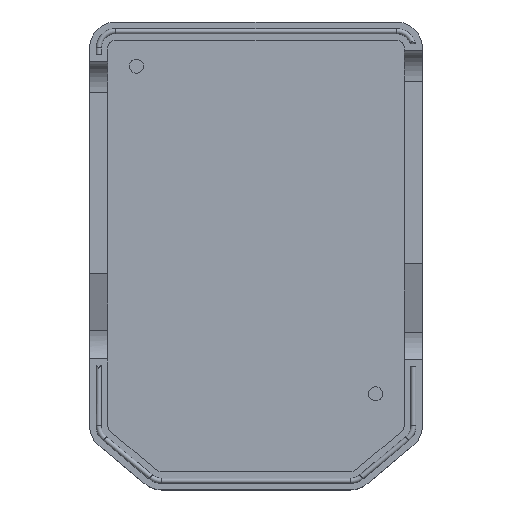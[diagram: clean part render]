
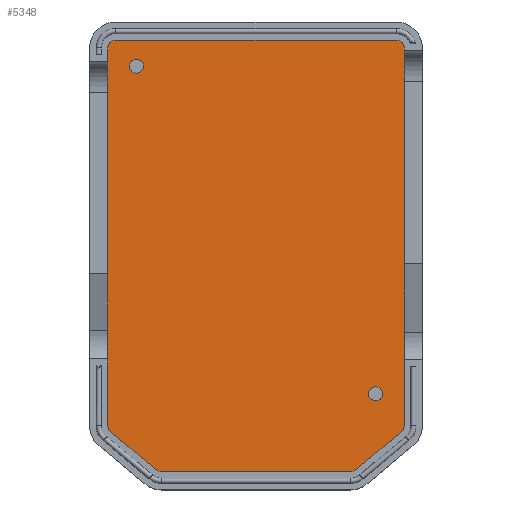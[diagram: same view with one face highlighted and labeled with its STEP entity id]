
A CAD part, top view. The second image highlights one B-rep face of the part: STEP entity #5348.
In plain terms, the highlighted face is planar.
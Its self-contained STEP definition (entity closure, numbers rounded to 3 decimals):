
#131=CIRCLE('',#5560,1.5);
#132=CIRCLE('',#5561,1.5);
#133=CIRCLE('',#5562,1.5);
#134=CIRCLE('',#5563,1.5);
#135=CIRCLE('',#5564,1.5);
#136=CIRCLE('',#5565,1.5);
#137=CIRCLE('',#5566,1.35);
#138=CIRCLE('',#5567,1.35);
#198=FACE_BOUND('',#844,.T.);
#199=FACE_BOUND('',#845,.T.);
#266=PLANE('',#5559);
#534=FACE_OUTER_BOUND('',#843,.T.);
#843=EDGE_LOOP('',(#4629,#4630,#4631,#4632,#4633,#4634,#4635,#4636,#4637,
#4638,#4639,#4640,#4641,#4642,#4643,#4644));
#844=EDGE_LOOP('',(#4645));
#845=EDGE_LOOP('',(#4646));
#1137=LINE('',#10240,#1533);
#1229=LINE('',#10547,#1625);
#1230=LINE('',#10551,#1626);
#1231=LINE('',#10553,#1627);
#1232=LINE('',#10555,#1628);
#1233=LINE('',#10559,#1629);
#1234=LINE('',#10563,#1630);
#1235=LINE('',#10565,#1631);
#1236=LINE('',#10567,#1632);
#1237=LINE('',#10571,#1633);
#1533=VECTOR('',#5982,10.);
#1625=VECTOR('',#6280,10.);
#1626=VECTOR('',#6283,10.);
#1627=VECTOR('',#6284,10.);
#1628=VECTOR('',#6285,10.);
#1629=VECTOR('',#6288,10.);
#1630=VECTOR('',#6291,10.);
#1631=VECTOR('',#6292,10.);
#1632=VECTOR('',#6293,10.);
#1633=VECTOR('',#6296,10.);
#2368=VERTEX_POINT('',#10237);
#2369=VERTEX_POINT('',#10239);
#2452=VERTEX_POINT('',#10544);
#2453=VERTEX_POINT('',#10546);
#2454=VERTEX_POINT('',#10548);
#2455=VERTEX_POINT('',#10550);
#2456=VERTEX_POINT('',#10552);
#2457=VERTEX_POINT('',#10554);
#2458=VERTEX_POINT('',#10556);
#2459=VERTEX_POINT('',#10558);
#2460=VERTEX_POINT('',#10560);
#2461=VERTEX_POINT('',#10562);
#2462=VERTEX_POINT('',#10564);
#2463=VERTEX_POINT('',#10566);
#2464=VERTEX_POINT('',#10568);
#2465=VERTEX_POINT('',#10570);
#2466=VERTEX_POINT('',#10573);
#2467=VERTEX_POINT('',#10575);
#3070=EDGE_CURVE('',#2368,#2369,#1137,.F.);
#3208=EDGE_CURVE('',#2452,#2368,#131,.T.);
#3209=EDGE_CURVE('',#2453,#2452,#1229,.F.);
#3210=EDGE_CURVE('',#2454,#2453,#132,.T.);
#3211=EDGE_CURVE('',#2455,#2454,#1230,.F.);
#3212=EDGE_CURVE('',#2456,#2455,#1231,.F.);
#3213=EDGE_CURVE('',#2457,#2456,#1232,.F.);
#3214=EDGE_CURVE('',#2458,#2457,#133,.T.);
#3215=EDGE_CURVE('',#2459,#2458,#1233,.F.);
#3216=EDGE_CURVE('',#2459,#2460,#134,.F.);
#3217=EDGE_CURVE('',#2461,#2460,#1234,.F.);
#3218=EDGE_CURVE('',#2462,#2461,#1235,.F.);
#3219=EDGE_CURVE('',#2463,#2462,#1236,.F.);
#3220=EDGE_CURVE('',#2464,#2463,#135,.T.);
#3221=EDGE_CURVE('',#2465,#2464,#1237,.T.);
#3222=EDGE_CURVE('',#2369,#2465,#136,.T.);
#3223=EDGE_CURVE('',#2466,#2466,#137,.T.);
#3224=EDGE_CURVE('',#2467,#2467,#138,.T.);
#4629=ORIENTED_EDGE('',*,*,#3208,.F.);
#4630=ORIENTED_EDGE('',*,*,#3209,.F.);
#4631=ORIENTED_EDGE('',*,*,#3210,.F.);
#4632=ORIENTED_EDGE('',*,*,#3211,.F.);
#4633=ORIENTED_EDGE('',*,*,#3212,.F.);
#4634=ORIENTED_EDGE('',*,*,#3213,.F.);
#4635=ORIENTED_EDGE('',*,*,#3214,.F.);
#4636=ORIENTED_EDGE('',*,*,#3215,.F.);
#4637=ORIENTED_EDGE('',*,*,#3216,.T.);
#4638=ORIENTED_EDGE('',*,*,#3217,.F.);
#4639=ORIENTED_EDGE('',*,*,#3218,.F.);
#4640=ORIENTED_EDGE('',*,*,#3219,.F.);
#4641=ORIENTED_EDGE('',*,*,#3220,.F.);
#4642=ORIENTED_EDGE('',*,*,#3221,.F.);
#4643=ORIENTED_EDGE('',*,*,#3222,.F.);
#4644=ORIENTED_EDGE('',*,*,#3070,.F.);
#4645=ORIENTED_EDGE('',*,*,#3223,.T.);
#4646=ORIENTED_EDGE('',*,*,#3224,.T.);
#5348=ADVANCED_FACE('',(#534,#198,#199),#266,.T.);
#5559=AXIS2_PLACEMENT_3D('',#10543,#6276,#6277);
#5560=AXIS2_PLACEMENT_3D('',#10545,#6278,#6279);
#5561=AXIS2_PLACEMENT_3D('',#10549,#6281,#6282);
#5562=AXIS2_PLACEMENT_3D('',#10557,#6286,#6287);
#5563=AXIS2_PLACEMENT_3D('',#10561,#6289,#6290);
#5564=AXIS2_PLACEMENT_3D('',#10569,#6294,#6295);
#5565=AXIS2_PLACEMENT_3D('',#10572,#6297,#6298);
#5566=AXIS2_PLACEMENT_3D('',#10574,#6299,#6300);
#5567=AXIS2_PLACEMENT_3D('',#10576,#6301,#6302);
#5982=DIRECTION('',(1.,0.,0.));
#6276=DIRECTION('center_axis',(0.,1.,0.));
#6277=DIRECTION('ref_axis',(1.,0.,0.));
#6278=DIRECTION('center_axis',(0.,-1.,0.));
#6279=DIRECTION('ref_axis',(0.34,0.,0.94));
#6280=DIRECTION('',(0.768,0.,-0.64));
#6281=DIRECTION('center_axis',(0.,-1.,0.));
#6282=DIRECTION('ref_axis',(0.906,0.,0.424));
#6283=DIRECTION('',(0.,0.,-1.));
#6284=DIRECTION('',(0.,0.,-1.));
#6285=DIRECTION('',(0.,0.,-1.));
#6286=DIRECTION('center_axis',(0.,-1.,0.));
#6287=DIRECTION('ref_axis',(0.707,0.,-0.707));
#6288=DIRECTION('',(-1.,0.,0.));
#6289=DIRECTION('center_axis',(0.,-1.,0.));
#6290=DIRECTION('ref_axis',(-0.707,0.,-0.707));
#6291=DIRECTION('',(0.,0.,1.));
#6292=DIRECTION('',(0.,0.,1.));
#6293=DIRECTION('',(0.,0.,1.));
#6294=DIRECTION('center_axis',(0.,-1.,0.));
#6295=DIRECTION('ref_axis',(-0.906,0.,0.424));
#6296=DIRECTION('',(-0.768,0.,-0.64));
#6297=DIRECTION('center_axis',(0.,-1.,0.));
#6298=DIRECTION('ref_axis',(-0.34,0.,0.94));
#6299=DIRECTION('center_axis',(0.,-1.,0.));
#6300=DIRECTION('ref_axis',(1.,0.,0.));
#6301=DIRECTION('center_axis',(0.,-1.,0.));
#6302=DIRECTION('ref_axis',(1.,0.,0.));
#10237=CARTESIAN_POINT('',(18.19,3.336,50.433));
#10239=CARTESIAN_POINT('',(-18.19,3.336,50.433));
#10240=CARTESIAN_POINT('',(-10.,3.336,50.433));
#10543=CARTESIAN_POINT('Origin',(0.,3.336,
8.933));
#10544=CARTESIAN_POINT('',(19.15,3.336,50.085));
#10545=CARTESIAN_POINT('Origin',(18.19,3.336,48.933));
#10546=CARTESIAN_POINT('',(27.96,3.336,42.743));
#10547=CARTESIAN_POINT('',(22.923,3.336,46.941));
#10548=CARTESIAN_POINT('',(28.5,3.336,41.591));
#10549=CARTESIAN_POINT('Origin',(27.,3.336,41.591));
#10550=CARTESIAN_POINT('',(28.5,3.336,27.587));
#10551=CARTESIAN_POINT('',(28.5,3.336,26.433));
#10552=CARTESIAN_POINT('',(28.5,3.336,23.237));
#10553=CARTESIAN_POINT('',(28.5,3.336,26.433));
#10554=CARTESIAN_POINT('',(28.5,3.336,-31.067));
#10555=CARTESIAN_POINT('',(28.5,3.336,26.433));
#10556=CARTESIAN_POINT('',(27.,3.336,-32.567));
#10557=CARTESIAN_POINT('Origin',(27.,3.336,-31.067));
#10558=CARTESIAN_POINT('',(-27.,3.336,-32.567));
#10559=CARTESIAN_POINT('',(16.,3.336,-32.567));
#10560=CARTESIAN_POINT('',(-28.5,3.336,-31.067));
#10561=CARTESIAN_POINT('Origin',(-27.,3.336,-31.067));
#10562=CARTESIAN_POINT('',(-28.5,3.336,23.008));
#10563=CARTESIAN_POINT('',(-28.5,3.336,-13.567));
#10564=CARTESIAN_POINT('',(-28.5,3.336,27.831));
#10565=CARTESIAN_POINT('',(-28.5,3.336,-13.567));
#10566=CARTESIAN_POINT('',(-28.5,3.336,41.591));
#10567=CARTESIAN_POINT('',(-28.5,3.336,-13.567));
#10568=CARTESIAN_POINT('',(-27.96,3.336,42.743));
#10569=CARTESIAN_POINT('Origin',(-27.,3.336,41.591));
#10570=CARTESIAN_POINT('',(-19.15,3.336,50.085));
#10571=CARTESIAN_POINT('',(-28.923,3.336,41.941));
#10572=CARTESIAN_POINT('Origin',(-18.19,3.336,48.933));
#10573=CARTESIAN_POINT('',(-24.35,3.336,-27.567));
#10574=CARTESIAN_POINT('Origin',(-23.,3.336,-27.567));
#10575=CARTESIAN_POINT('',(21.65,3.336,35.433));
#10576=CARTESIAN_POINT('Origin',(23.,3.336,35.433));
